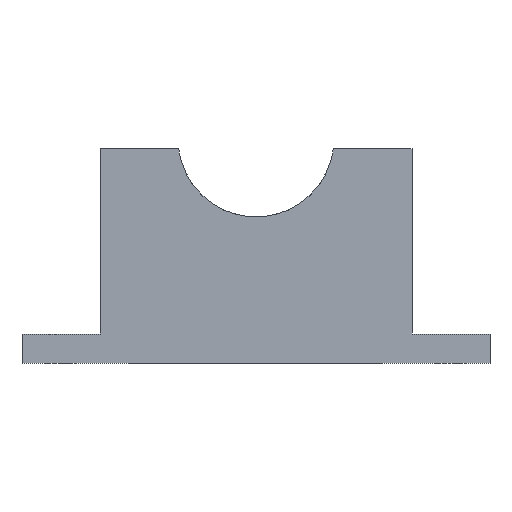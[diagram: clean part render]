
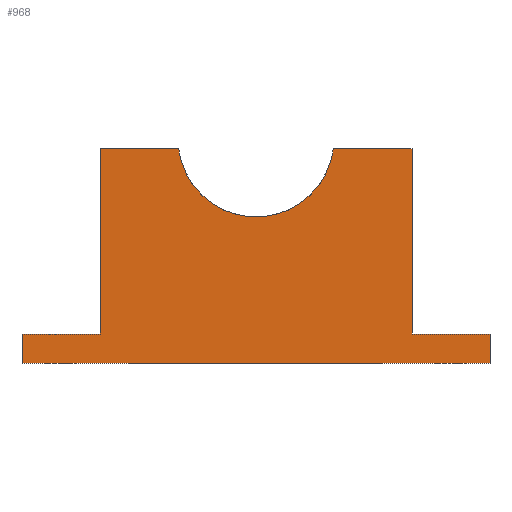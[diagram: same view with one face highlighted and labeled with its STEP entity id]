
A CAD part, front view. The second image highlights one B-rep face of the part: STEP entity #968.
In plain terms, the highlighted planar face has unit normal (0, -1, 0).
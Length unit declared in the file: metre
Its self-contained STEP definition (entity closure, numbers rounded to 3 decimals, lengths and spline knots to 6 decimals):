
#37=CIRCLE('',#1043,0.008);
#144=ORIENTED_EDGE('',*,*,#400,.F.);
#145=ORIENTED_EDGE('',*,*,#401,.F.);
#146=ORIENTED_EDGE('',*,*,#386,.F.);
#147=ORIENTED_EDGE('',*,*,#330,.F.);
#148=ORIENTED_EDGE('',*,*,#402,.F.);
#149=ORIENTED_EDGE('',*,*,#403,.F.);
#150=ORIENTED_EDGE('',*,*,#404,.F.);
#151=ORIENTED_EDGE('',*,*,#353,.T.);
#152=ORIENTED_EDGE('',*,*,#384,.T.);
#153=ORIENTED_EDGE('',*,*,#405,.T.);
#330=EDGE_CURVE('',#466,#467,#562,.T.);
#353=EDGE_CURVE('',#490,#488,#585,.T.);
#384=EDGE_CURVE('',#488,#515,#609,.T.);
#386=EDGE_CURVE('',#467,#516,#611,.T.);
#400=EDGE_CURVE('',#526,#527,#621,.T.);
#401=EDGE_CURVE('',#516,#526,#622,.T.);
#402=EDGE_CURVE('',#528,#466,#623,.T.);
#403=EDGE_CURVE('',#529,#528,#37,.T.);
#404=EDGE_CURVE('',#490,#529,#624,.T.);
#405=EDGE_CURVE('',#515,#527,#625,.T.);
#466=VERTEX_POINT('',#1376);
#467=VERTEX_POINT('',#1377);
#488=VERTEX_POINT('',#1424);
#490=VERTEX_POINT('',#1427);
#515=VERTEX_POINT('',#1485);
#516=VERTEX_POINT('',#1489);
#526=VERTEX_POINT('',#1516);
#527=VERTEX_POINT('',#1517);
#528=VERTEX_POINT('',#1520);
#529=VERTEX_POINT('',#1522);
#562=LINE('',#1375,#666);
#585=LINE('',#1426,#689);
#609=LINE('',#1486,#713);
#611=LINE('',#1488,#715);
#621=LINE('',#1515,#725);
#622=LINE('',#1518,#726);
#623=LINE('',#1519,#727);
#624=LINE('',#1523,#728);
#625=LINE('',#1524,#729);
#666=VECTOR('',#1107,1.);
#689=VECTOR('',#1138,1.);
#713=VECTOR('',#1182,1.);
#715=VECTOR('',#1184,1.);
#725=VECTOR('',#1208,1.);
#726=VECTOR('',#1209,1.);
#727=VECTOR('',#1210,1.);
#728=VECTOR('',#1213,1.);
#729=VECTOR('',#1214,1.);
#785=EDGE_LOOP('',(#144,#145,#146,#147,#148,#149,#150,#151,#152,#153));
#861=FACE_BOUND('',#785,.T.);
#932=PLANE('',#1042);
#968=ADVANCED_FACE('',(#861),#932,.T.);
#1042=AXIS2_PLACEMENT_3D('',#1514,#1206,#1207);
#1043=AXIS2_PLACEMENT_3D('',#1521,#1211,#1212);
#1107=DIRECTION('',(0.,0.,-1.));
#1138=DIRECTION('',(0.,0.,-1.));
#1182=DIRECTION('',(-1.,0.,0.));
#1184=DIRECTION('',(1.,0.,0.));
#1206=DIRECTION('',(0.,-1.,0.));
#1207=DIRECTION('',(0.,0.,-1.));
#1208=DIRECTION('',(-1.,0.,0.));
#1209=DIRECTION('',(0.,0.,-1.));
#1210=DIRECTION('',(1.,0.,0.));
#1211=DIRECTION('',(0.,-1.,0.));
#1212=DIRECTION('',(0.,0.,-1.));
#1213=DIRECTION('',(1.,0.,0.));
#1214=DIRECTION('',(0.,0.,-1.));
#1375=CARTESIAN_POINT('',(0.016,-0.02,0.003));
#1376=CARTESIAN_POINT('',(0.016,-0.02,0.022));
#1377=CARTESIAN_POINT('',(0.016,-0.02,0.003));
#1424=CARTESIAN_POINT('',(-0.016,-0.02,0.003));
#1426=CARTESIAN_POINT('',(-0.016,-0.02,0.003));
#1427=CARTESIAN_POINT('',(-0.016,-0.02,0.022));
#1485=CARTESIAN_POINT('',(-0.024,-0.02,0.003));
#1486=CARTESIAN_POINT('',(-0.02,-0.02,0.003));
#1488=CARTESIAN_POINT('',(0.02,-0.02,0.003));
#1489=CARTESIAN_POINT('',(0.024,-0.02,0.003));
#1514=CARTESIAN_POINT('',(0.,-0.02,0.003));
#1515=CARTESIAN_POINT('',(0.,-0.02,0.));
#1516=CARTESIAN_POINT('',(0.024,-0.02,0.));
#1517=CARTESIAN_POINT('',(-0.024,-0.02,0.));
#1518=CARTESIAN_POINT('',(0.024,-0.02,0.003002));
#1519=CARTESIAN_POINT('',(0.011969,-0.02,0.022));
#1520=CARTESIAN_POINT('',(0.007937,-0.02,0.022));
#1521=CARTESIAN_POINT('',(0.,-0.02,0.023));
#1522=CARTESIAN_POINT('',(-0.007937,-0.02,0.022));
#1523=CARTESIAN_POINT('',(-0.011969,-0.02,0.022));
#1524=CARTESIAN_POINT('',(-0.024,-0.02,0.003002));
